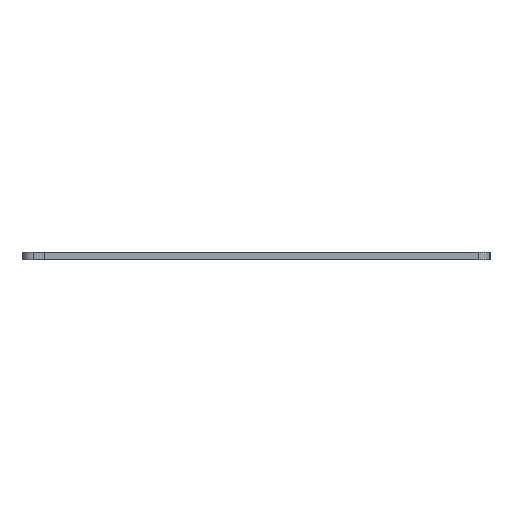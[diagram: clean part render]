
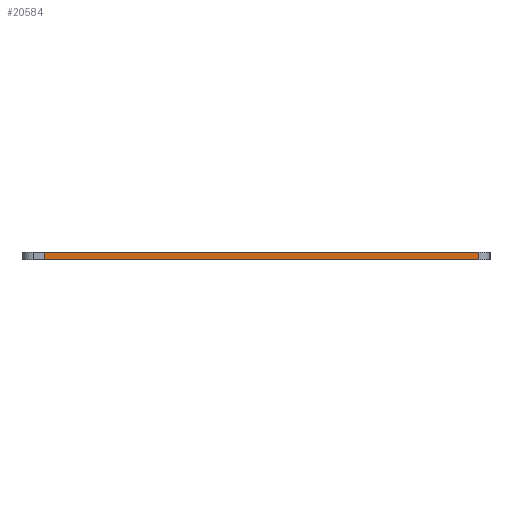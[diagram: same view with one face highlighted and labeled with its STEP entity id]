
A CAD part, left-side view. The second image highlights one B-rep face of the part: STEP entity #20584.
In plain terms, the highlighted planar face has unit normal (-1, 0, 0).
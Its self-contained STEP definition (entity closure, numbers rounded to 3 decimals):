
#83 = PLANE('',#84);
#84 = AXIS2_PLACEMENT_3D('',#85,#86,#87);
#85 = CARTESIAN_POINT('',(169.069,-66.675,1.6));
#86 = DIRECTION('',(0.,0.,1.));
#87 = DIRECTION('',(1.,0.,-0.));
#137 = PLANE('',#138);
#138 = AXIS2_PLACEMENT_3D('',#139,#140,#141);
#139 = CARTESIAN_POINT('',(169.069,-66.675,0.));
#140 = DIRECTION('',(0.,0.,1.));
#141 = DIRECTION('',(1.,0.,-0.));
#331 = VERTEX_POINT('',#332);
#332 = CARTESIAN_POINT('',(14.288,-21.431,0.));
#346 = PLANE('',#347);
#347 = AXIS2_PLACEMENT_3D('',#348,#349,#350);
#348 = CARTESIAN_POINT('',(14.288,-19.05,0.));
#349 = DIRECTION('',(1.,0.,-0.));
#350 = DIRECTION('',(0.,-1.,0.));
#358 = EDGE_CURVE('',#331,#359,#361,.T.);
#359 = VERTEX_POINT('',#360);
#360 = CARTESIAN_POINT('',(14.288,-114.3,0.));
#361 = SURFACE_CURVE('',#362,(#366,#373),.PCURVE_S1.);
#362 = LINE('',#363,#364);
#363 = CARTESIAN_POINT('',(14.288,-21.431,0.));
#364 = VECTOR('',#365,1.);
#365 = DIRECTION('',(0.,-1.,0.));
#366 = PCURVE('',#137,#367);
#367 = DEFINITIONAL_REPRESENTATION('',(#368),#372);
#368 = LINE('',#369,#370);
#369 = CARTESIAN_POINT('',(-154.781,45.244));
#370 = VECTOR('',#371,1.);
#371 = DIRECTION('',(0.,-1.));
#372 = ( GEOMETRIC_REPRESENTATION_CONTEXT(2) 
PARAMETRIC_REPRESENTATION_CONTEXT() REPRESENTATION_CONTEXT('2D SPACE',''
  ) );
#373 = PCURVE('',#374,#379);
#374 = PLANE('',#375);
#375 = AXIS2_PLACEMENT_3D('',#376,#377,#378);
#376 = CARTESIAN_POINT('',(14.288,-21.431,0.));
#377 = DIRECTION('',(1.,0.,-0.));
#378 = DIRECTION('',(0.,-1.,0.));
#379 = DEFINITIONAL_REPRESENTATION('',(#380),#384);
#380 = LINE('',#381,#382);
#381 = CARTESIAN_POINT('',(0.,0.));
#382 = VECTOR('',#383,1.);
#383 = DIRECTION('',(1.,0.));
#384 = ( GEOMETRIC_REPRESENTATION_CONTEXT(2) 
PARAMETRIC_REPRESENTATION_CONTEXT() REPRESENTATION_CONTEXT('2D SPACE',''
  ) );
#403 = CYLINDRICAL_SURFACE('',#404,2.381);
#404 = AXIS2_PLACEMENT_3D('',#405,#406,#407);
#405 = CARTESIAN_POINT('',(16.669,-114.3,0.));
#406 = DIRECTION('',(-0.,-0.,-1.));
#407 = DIRECTION('',(1.,0.,-0.));
#11288 = VERTEX_POINT('',#11289);
#11289 = CARTESIAN_POINT('',(14.288,-21.431,1.6));
#11310 = EDGE_CURVE('',#11288,#11311,#11313,.T.);
#11311 = VERTEX_POINT('',#11312);
#11312 = CARTESIAN_POINT('',(14.288,-114.3,1.6));
#11313 = SURFACE_CURVE('',#11314,(#11318,#11325),.PCURVE_S1.);
#11314 = LINE('',#11315,#11316);
#11315 = CARTESIAN_POINT('',(14.288,-21.431,1.6));
#11316 = VECTOR('',#11317,1.);
#11317 = DIRECTION('',(0.,-1.,0.));
#11318 = PCURVE('',#83,#11319);
#11319 = DEFINITIONAL_REPRESENTATION('',(#11320),#11324);
#11320 = LINE('',#11321,#11322);
#11321 = CARTESIAN_POINT('',(-154.781,45.244));
#11322 = VECTOR('',#11323,1.);
#11323 = DIRECTION('',(0.,-1.));
#11324 = ( GEOMETRIC_REPRESENTATION_CONTEXT(2) 
PARAMETRIC_REPRESENTATION_CONTEXT() REPRESENTATION_CONTEXT('2D SPACE',''
  ) );
#11325 = PCURVE('',#374,#11326);
#11326 = DEFINITIONAL_REPRESENTATION('',(#11327),#11331);
#11327 = LINE('',#11328,#11329);
#11328 = CARTESIAN_POINT('',(0.,-1.6));
#11329 = VECTOR('',#11330,1.);
#11330 = DIRECTION('',(1.,0.));
#11331 = ( GEOMETRIC_REPRESENTATION_CONTEXT(2) 
PARAMETRIC_REPRESENTATION_CONTEXT() REPRESENTATION_CONTEXT('2D SPACE',''
  ) );
#20536 = EDGE_CURVE('',#331,#11288,#20537,.T.);
#20537 = SURFACE_CURVE('',#20538,(#20542,#20549),.PCURVE_S1.);
#20538 = LINE('',#20539,#20540);
#20539 = CARTESIAN_POINT('',(14.288,-21.431,0.));
#20540 = VECTOR('',#20541,1.);
#20541 = DIRECTION('',(0.,0.,1.));
#20542 = PCURVE('',#346,#20543);
#20543 = DEFINITIONAL_REPRESENTATION('',(#20544),#20548);
#20544 = LINE('',#20545,#20546);
#20545 = CARTESIAN_POINT('',(2.381,0.));
#20546 = VECTOR('',#20547,1.);
#20547 = DIRECTION('',(0.,-1.));
#20548 = ( GEOMETRIC_REPRESENTATION_CONTEXT(2) 
PARAMETRIC_REPRESENTATION_CONTEXT() REPRESENTATION_CONTEXT('2D SPACE',''
  ) );
#20549 = PCURVE('',#374,#20550);
#20550 = DEFINITIONAL_REPRESENTATION('',(#20551),#20555);
#20551 = LINE('',#20552,#20553);
#20552 = CARTESIAN_POINT('',(0.,0.));
#20553 = VECTOR('',#20554,1.);
#20554 = DIRECTION('',(0.,-1.));
#20555 = ( GEOMETRIC_REPRESENTATION_CONTEXT(2) 
PARAMETRIC_REPRESENTATION_CONTEXT() REPRESENTATION_CONTEXT('2D SPACE',''
  ) );
#20584 = ADVANCED_FACE('',(#20585),#374,.F.);
#20585 = FACE_BOUND('',#20586,.F.);
#20586 = EDGE_LOOP('',(#20587,#20588,#20589,#20610));
#20587 = ORIENTED_EDGE('',*,*,#20536,.T.);
#20588 = ORIENTED_EDGE('',*,*,#11310,.T.);
#20589 = ORIENTED_EDGE('',*,*,#20590,.F.);
#20590 = EDGE_CURVE('',#359,#11311,#20591,.T.);
#20591 = SURFACE_CURVE('',#20592,(#20596,#20603),.PCURVE_S1.);
#20592 = LINE('',#20593,#20594);
#20593 = CARTESIAN_POINT('',(14.288,-114.3,0.));
#20594 = VECTOR('',#20595,1.);
#20595 = DIRECTION('',(0.,0.,1.));
#20596 = PCURVE('',#374,#20597);
#20597 = DEFINITIONAL_REPRESENTATION('',(#20598),#20602);
#20598 = LINE('',#20599,#20600);
#20599 = CARTESIAN_POINT('',(92.869,0.));
#20600 = VECTOR('',#20601,1.);
#20601 = DIRECTION('',(0.,-1.));
#20602 = ( GEOMETRIC_REPRESENTATION_CONTEXT(2) 
PARAMETRIC_REPRESENTATION_CONTEXT() REPRESENTATION_CONTEXT('2D SPACE',''
  ) );
#20603 = PCURVE('',#403,#20604);
#20604 = DEFINITIONAL_REPRESENTATION('',(#20605),#20609);
#20605 = LINE('',#20606,#20607);
#20606 = CARTESIAN_POINT('',(-3.142,0.));
#20607 = VECTOR('',#20608,1.);
#20608 = DIRECTION('',(-0.,-1.));
#20609 = ( GEOMETRIC_REPRESENTATION_CONTEXT(2) 
PARAMETRIC_REPRESENTATION_CONTEXT() REPRESENTATION_CONTEXT('2D SPACE',''
  ) );
#20610 = ORIENTED_EDGE('',*,*,#358,.F.);
